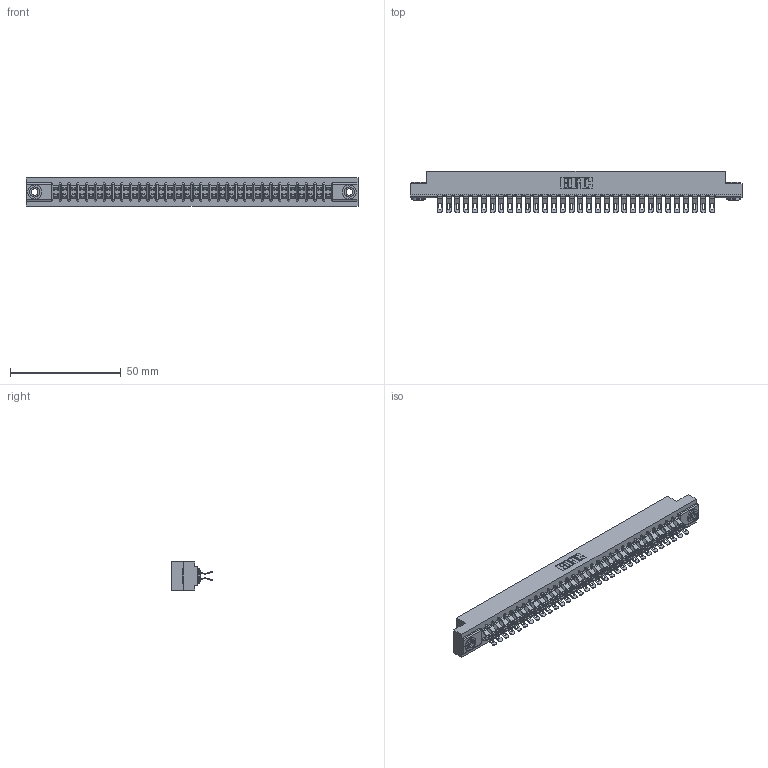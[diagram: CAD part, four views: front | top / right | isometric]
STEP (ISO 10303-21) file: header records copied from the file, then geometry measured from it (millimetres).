
FILE_DESCRIPTION (( 'STEP AP203' ), '1' );
FILE_NAME ('307-064-555-203.STEP', '2019-09-06T16:55:48', ( '' ), ( '' ), 'SwSTEP 2.0', 'SolidWorks 2016', '' );
FILE_SCHEMA (( 'CONFIG_CONTROL_DESIGN' ));
Length unit declared in the file: inch
Products named in the file (4): 307-064-555-203; 307 Part_.156 Dia Mounting Holes; 345-250-002_345-250-002-102; 307-290-001_555
Assembly tree (67 placements, depth 2):
  307-064-555-203
    307 Part_.156 Dia Mounting Holes
    307-290-001_555  x64
    345-250-002_345-250-002-102  x2
Bounding box: 149.81 x 18.75 x 12.7 mm (x, y, z)
Volume: 16051.6 mm3; surface area: 20747 mm2
Topology: 67 solids, 67 shells, 4107 faces, 12019 edges, 7834 vertices
Faces by surface type: plane 2270, cylinder 1763, sphere 66, cone 8
Entity records: 31292 total; most frequent: CARTESIAN_POINT 5109, ORIENTED_EDGE 5056, DIRECTION 5030, EDGE_CURVE 2528, LINE 1916, VECTOR 1916, VERTEX_POINT 1636, AXIS2_PLACEMENT_3D 1557
